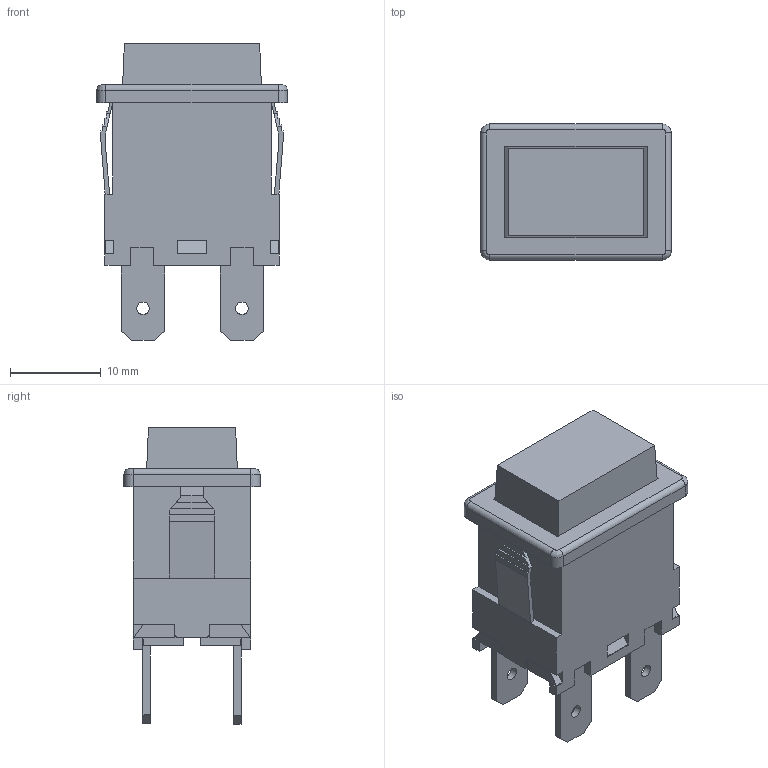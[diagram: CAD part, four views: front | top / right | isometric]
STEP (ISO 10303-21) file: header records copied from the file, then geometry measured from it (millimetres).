
FILE_DESCRIPTION((' '),'2;1');
FILE_NAME('PB1973ExxxxxxEF0.stp','2017-08-01T13:32:14',(' '),(' '),' ','ACIS',' ');
FILE_SCHEMA(('CONFIG_CONTROL_DESIGN'));
Length unit declared in the file: inch
Products named in the file (1): PB1973ExxxxxxEF0.stp
Bounding box: 21 x 15 x 32.65 mm (x, y, z)
Volume: 3339.3 mm3; surface area: 6091.3 mm2
Topology: 1 solids, 1 shells, 1193 faces, 3385 edges, 2217 vertices
Faces by surface type: plane 785, bspline 294, cylinder 90, sphere 16, torus 8
Full cylindrical faces by diameter (mm): 1.4 x4
Entity records: 40133 total; most frequent: CARTESIAN_POINT 10950, ORIENTED_EDGE 6724, DIRECTION 4792, EDGE_CURVE 3362, VECTOR 2572, LINE 2572, VERTEX_POINT 2206, EDGE_LOOP 1282
